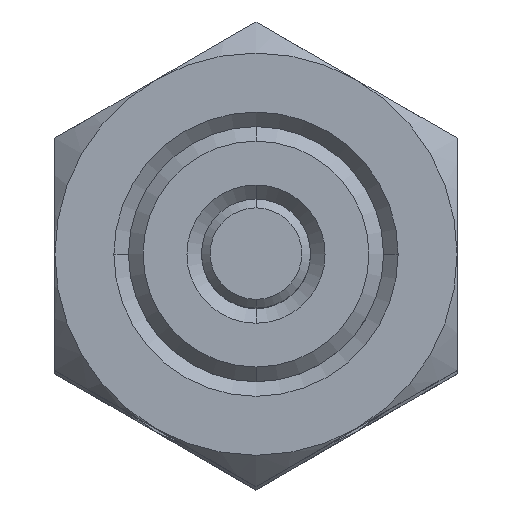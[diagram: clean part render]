
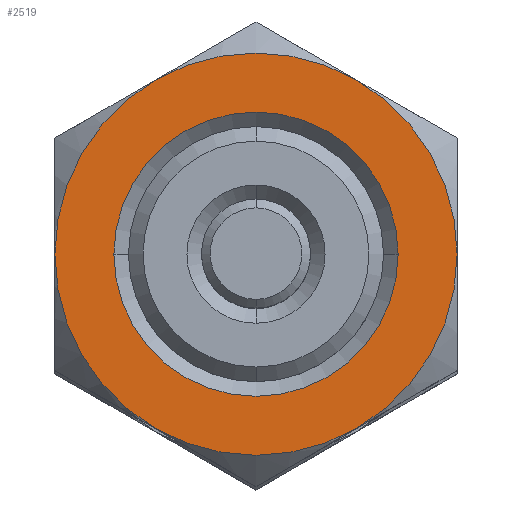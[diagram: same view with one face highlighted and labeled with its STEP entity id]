
A CAD part, top view. The second image highlights one B-rep face of the part: STEP entity #2519.
In plain terms, the highlighted planar face has unit normal (0, 0, 1).
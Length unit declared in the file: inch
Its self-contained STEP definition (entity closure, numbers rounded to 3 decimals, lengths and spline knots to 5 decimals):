
#50 = DIRECTION ( 'NONE',  ( 0., 0., 1. ) ) ;
#129 = PLANE ( 'NONE',  #3920 ) ;
#164 = CARTESIAN_POINT ( 'NONE',  ( 0., 0., 0.125 ) ) ;
#191 = CIRCLE ( 'NONE', #3038, 0.24375 ) ;
#213 = CARTESIAN_POINT ( 'NONE',  ( 0., 0., 0.125 ) ) ;
#379 = CIRCLE ( 'NONE', #2189, 0.345 ) ;
#437 = ORIENTED_EDGE ( 'NONE', *, *, #1093, .T. ) ;
#449 = VERTEX_POINT ( 'NONE', #3150 ) ;
#465 = DIRECTION ( 'NONE',  ( 1., 0., 0. ) ) ;
#507 = DIRECTION ( 'NONE',  ( 1., 0., 0. ) ) ;
#510 = VERTEX_POINT ( 'NONE', #1609 ) ;
#607 = CIRCLE ( 'NONE', #1386, 0.345 ) ;
#639 = EDGE_LOOP ( 'NONE', ( #3069, #2872 ) ) ;
#664 = AXIS2_PLACEMENT_3D ( 'NONE', #213, #2373, #507 ) ;
#671 = DIRECTION ( 'NONE',  ( 0., 0., -1. ) ) ;
#744 = DIRECTION ( 'NONE',  ( 1., 0., 0. ) ) ;
#780 = CIRCLE ( 'NONE', #3521, 0.345 ) ;
#868 = ORIENTED_EDGE ( 'NONE', *, *, #3373, .T. ) ;
#938 = FACE_BOUND ( 'NONE', #639, .T. ) ;
#949 = DIRECTION ( 'NONE',  ( 0., 0., 1. ) ) ;
#1035 = CARTESIAN_POINT ( 'NONE',  ( -0.345, 0.19919, 0.125 ) ) ;
#1093 = EDGE_CURVE ( 'NONE', #2297, #4019, #379, .T. ) ;
#1164 = EDGE_CURVE ( 'NONE', #449, #1257, #191, .T. ) ;
#1257 = VERTEX_POINT ( 'NONE', #2917 ) ;
#1288 = CARTESIAN_POINT ( 'NONE',  ( 0., 0., 0.125 ) ) ;
#1291 = CARTESIAN_POINT ( 'NONE',  ( 0., 0., 0.125 ) ) ;
#1325 = CARTESIAN_POINT ( 'NONE',  ( 0.345, 0., 0.125 ) ) ;
#1385 = CARTESIAN_POINT ( 'NONE',  ( 0., 0., 0.125 ) ) ;
#1386 = AXIS2_PLACEMENT_3D ( 'NONE', #1906, #50, #2226 ) ;
#1504 = CARTESIAN_POINT ( 'NONE',  ( 0.1725, 0.29878, 0.125 ) ) ;
#1551 = ORIENTED_EDGE ( 'NONE', *, *, #1690, .T. ) ;
#1604 = DIRECTION ( 'NONE',  ( 1., 0., 0. ) ) ;
#1608 = DIRECTION ( 'NONE',  ( 1., 0., 0. ) ) ;
#1609 = CARTESIAN_POINT ( 'NONE',  ( -0.345, 0., 0.125 ) ) ;
#1672 = EDGE_CURVE ( 'NONE', #1257, #449, #3302, .T. ) ;
#1690 = EDGE_CURVE ( 'NONE', #2282, #2468, #2560, .T. ) ;
#1698 = DIRECTION ( 'NONE',  ( 1., 0., 0. ) ) ;
#1766 = FACE_OUTER_BOUND ( 'NONE', #2175, .T. ) ;
#1840 = CARTESIAN_POINT ( 'NONE',  ( -0.1725, 0.29878, 0.125 ) ) ;
#1906 = CARTESIAN_POINT ( 'NONE',  ( 0., 0., 0.125 ) ) ;
#2068 = ORIENTED_EDGE ( 'NONE', *, *, #2421, .T. ) ;
#2175 = EDGE_LOOP ( 'NONE', ( #1551, #3524, #437, #2068, #3470, #868 ) ) ;
#2189 = AXIS2_PLACEMENT_3D ( 'NONE', #2829, #949, #3148 ) ;
#2226 = DIRECTION ( 'NONE',  ( 1., 0., 0. ) ) ;
#2282 = VERTEX_POINT ( 'NONE', #2449 ) ;
#2297 = VERTEX_POINT ( 'NONE', #1504 ) ;
#2328 = DIRECTION ( 'NONE',  ( 0., 0., 1. ) ) ;
#2358 = CARTESIAN_POINT ( 'NONE',  ( -0.1725, -0.29878, 0.125 ) ) ;
#2373 = DIRECTION ( 'NONE',  ( 0., 0., 1. ) ) ;
#2421 = EDGE_CURVE ( 'NONE', #4019, #510, #607, .T. ) ;
#2449 = CARTESIAN_POINT ( 'NONE',  ( 0.1725, -0.29878, 0.125 ) ) ;
#2468 = VERTEX_POINT ( 'NONE', #1325 ) ;
#2519 = ADVANCED_FACE ( 'NONE', ( #938, #1766 ), #129, .T. ) ;
#2531 = CARTESIAN_POINT ( 'NONE',  ( 0., 0., 0.125 ) ) ;
#2560 = CIRCLE ( 'NONE', #3513, 0.345 ) ;
#2584 = CIRCLE ( 'NONE', #664, 0.345 ) ;
#2604 = DIRECTION ( 'NONE',  ( 0., 0., 1. ) ) ;
#2829 = CARTESIAN_POINT ( 'NONE',  ( 0., 0., 0.125 ) ) ;
#2855 = DIRECTION ( 'NONE',  ( 1., 0., 0. ) ) ;
#2872 = ORIENTED_EDGE ( 'NONE', *, *, #1672, .T. ) ;
#2917 = CARTESIAN_POINT ( 'NONE',  ( -0.24375, 0., 0.125 ) ) ;
#3038 = AXIS2_PLACEMENT_3D ( 'NONE', #1291, #3484, #1608 ) ;
#3069 = ORIENTED_EDGE ( 'NONE', *, *, #1164, .T. ) ;
#3148 = DIRECTION ( 'NONE',  ( 1., 0., 0. ) ) ;
#3150 = CARTESIAN_POINT ( 'NONE',  ( 0.24375, 0., 0.125 ) ) ;
#3301 = AXIS2_PLACEMENT_3D ( 'NONE', #2531, #671, #2855 ) ;
#3302 = CIRCLE ( 'NONE', #3301, 0.24375 ) ;
#3307 = AXIS2_PLACEMENT_3D ( 'NONE', #164, #2328, #465 ) ;
#3354 = VERTEX_POINT ( 'NONE', #2358 ) ;
#3373 = EDGE_CURVE ( 'NONE', #3354, #2282, #2584, .T. ) ;
#3470 = ORIENTED_EDGE ( 'NONE', *, *, #3773, .T. ) ;
#3482 = DIRECTION ( 'NONE',  ( 0., 0., 1. ) ) ;
#3484 = DIRECTION ( 'NONE',  ( 0., 0., -1. ) ) ;
#3513 = AXIS2_PLACEMENT_3D ( 'NONE', #1288, #3482, #1604 ) ;
#3521 = AXIS2_PLACEMENT_3D ( 'NONE', #1385, #3579, #1698 ) ;
#3524 = ORIENTED_EDGE ( 'NONE', *, *, #3778, .T. ) ;
#3579 = DIRECTION ( 'NONE',  ( 0., 0., 1. ) ) ;
#3773 = EDGE_CURVE ( 'NONE', #510, #3354, #780, .T. ) ;
#3778 = EDGE_CURVE ( 'NONE', #2468, #2297, #3923, .T. ) ;
#3920 = AXIS2_PLACEMENT_3D ( 'NONE', #1035, #2604, #744 ) ;
#3923 = CIRCLE ( 'NONE', #3307, 0.345 ) ;
#4019 = VERTEX_POINT ( 'NONE', #1840 ) ;
